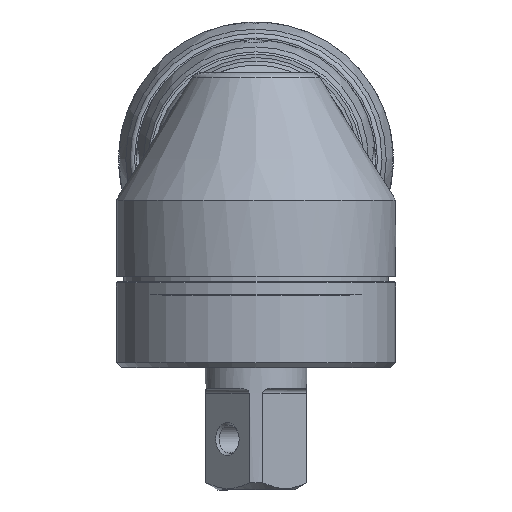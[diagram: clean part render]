
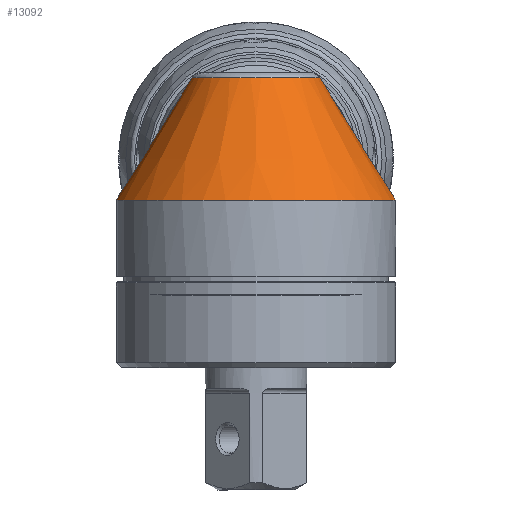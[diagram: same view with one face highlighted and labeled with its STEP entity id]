
A CAD part, front view. The second image highlights one B-rep face of the part: STEP entity #13092.
In plain terms, the highlighted conical face has half-angle 31.799 degrees and reference radius 19.75 mm.
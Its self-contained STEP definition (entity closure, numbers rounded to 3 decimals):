
#2670=FACE_OUTER_BOUND('',#3504,.T.);
#3504=EDGE_LOOP('',(#8587,#8588,#8589,#8590));
#4587=CIRCLE('',#13943,12.587);
#4588=CIRCLE('',#13944,27.5);
#5397=B_SPLINE_CURVE_WITH_KNOTS('',3,(#19885,#19886,#19887,#19888,#19889,
#19890,#19891,#19892,#19893,#19894,#19895),.UNSPECIFIED.,.F.,.F.,(4,1,1,
1,1,1,1,1,4),(-6.28,-5.778,-5.527,-5.276,
-5.025,-4.774,-4.273,-3.771,
-2.851),.UNSPECIFIED.);
#5398=B_SPLINE_CURVE_WITH_KNOTS('',3,(#19899,#19900,#19901,#19902,#19903,
#19904,#19905,#19906,#19907,#19908,#19909,#19910),.UNSPECIFIED.,.F.,.F.,
(4,1,1,1,1,1,1,1,1,4),(-3.429,-2.511,-2.008,
-1.506,-1.255,-1.004,-0.753,
-0.502,-0.251,0.),
 .UNSPECIFIED.);
#5546=VERTEX_POINT('',#19883);
#5547=VERTEX_POINT('',#19884);
#5548=VERTEX_POINT('',#19896);
#5549=VERTEX_POINT('',#19898);
#6774=EDGE_CURVE('',#5546,#5547,#5397,.T.);
#6775=EDGE_CURVE('',#5548,#5546,#4587,.T.);
#6776=EDGE_CURVE('',#5549,#5548,#5398,.T.);
#6777=EDGE_CURVE('',#5549,#5547,#4588,.T.);
#8587=ORIENTED_EDGE('',*,*,#6774,.F.);
#8588=ORIENTED_EDGE('',*,*,#6775,.F.);
#8589=ORIENTED_EDGE('',*,*,#6776,.F.);
#8590=ORIENTED_EDGE('',*,*,#6777,.T.);
#12229=CONICAL_SURFACE('',#13942,19.75,31.799);
#13092=ADVANCED_FACE('',(#2670),#12229,.T.);
#13942=AXIS2_PLACEMENT_3D('',#19882,#15676,#15677);
#13943=AXIS2_PLACEMENT_3D('',#19897,#15678,#15679);
#13944=AXIS2_PLACEMENT_3D('',#19911,#15680,#15681);
#15676=DIRECTION('center_axis',(0.,0.,-1.));
#15677=DIRECTION('ref_axis',(-1.,0.,0.));
#15678=DIRECTION('center_axis',(0.,0.,
1.));
#15679=DIRECTION('ref_axis',(0.,-1.,0.));
#15680=DIRECTION('center_axis',(0.,0.,1.));
#15681=DIRECTION('ref_axis',(1.,0.,0.));
#19882=CARTESIAN_POINT('Origin',(0.,0.,
4.5));
#19883=CARTESIAN_POINT('',(10.817,6.436,16.054));
#19884=CARTESIAN_POINT('',(20.261,18.595,-8.));
#19885=CARTESIAN_POINT('Ctrl Pts',(10.817,6.436,16.054));
#19886=CARTESIAN_POINT('Ctrl Pts',(11.768,5.932,15.151));
#19887=CARTESIAN_POINT('Ctrl Pts',(13.138,5.115,13.674));
#19888=CARTESIAN_POINT('Ctrl Pts',(14.978,4.301,11.228));
#19889=CARTESIAN_POINT('Ctrl Pts',(16.351,4.34,9.067));
#19890=CARTESIAN_POINT('Ctrl Pts',(17.449,5.223,6.986));
#19891=CARTESIAN_POINT('Ctrl Pts',(18.562,6.865,4.466));
#19892=CARTESIAN_POINT('Ctrl Pts',(19.529,9.323,1.524));
#19893=CARTESIAN_POINT('Ctrl Pts',(20.396,13.375,-2.842));
#19894=CARTESIAN_POINT('Ctrl Pts',(20.459,16.539,-5.994));
#19895=CARTESIAN_POINT('Ctrl Pts',(20.261,18.595,-8.));
#19896=CARTESIAN_POINT('',(-10.817,6.436,16.054));
#19897=CARTESIAN_POINT('Origin',(0.,0.,
16.054));
#19898=CARTESIAN_POINT('',(-20.261,18.595,-8.));
#19899=CARTESIAN_POINT('Ctrl Pts',(-20.261,18.595,-8.));
#19900=CARTESIAN_POINT('Ctrl Pts',(-20.459,16.541,-5.996));
#19901=CARTESIAN_POINT('Ctrl Pts',(-20.395,13.378,-2.845));
#19902=CARTESIAN_POINT('Ctrl Pts',(-19.531,9.325,1.519));
#19903=CARTESIAN_POINT('Ctrl Pts',(-18.563,6.868,4.463));
#19904=CARTESIAN_POINT('Ctrl Pts',(-17.45,5.224,6.984));
#19905=CARTESIAN_POINT('Ctrl Pts',(-16.353,4.34,9.065));
#19906=CARTESIAN_POINT('Ctrl Pts',(-14.98,4.302,11.225));
#19907=CARTESIAN_POINT('Ctrl Pts',(-13.599,4.909,13.061));
#19908=CARTESIAN_POINT('Ctrl Pts',(-12.227,5.662,14.654));
#19909=CARTESIAN_POINT('Ctrl Pts',(-11.293,6.184,15.602));
#19910=CARTESIAN_POINT('Ctrl Pts',(-10.817,6.436,16.054));
#19911=CARTESIAN_POINT('Origin',(0.,0.,
-8.));
